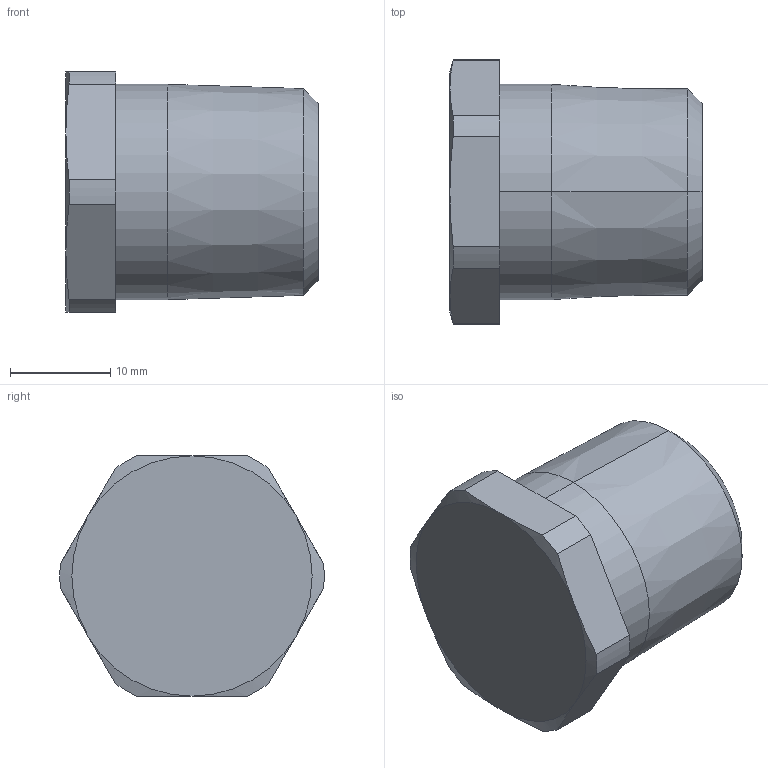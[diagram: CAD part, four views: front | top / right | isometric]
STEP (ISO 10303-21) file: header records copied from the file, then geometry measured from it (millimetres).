
FILE_DESCRIPTION (( 'STEP AP203' ), '1' );
FILE_NAME ('757DT1.STEP', '2017-03-27T09:59:58', ( '' ), ( '' ), 'SwSTEP 2.0', 'SolidWorks 2014', '' );
FILE_SCHEMA (( 'CONFIG_CONTROL_DESIGN' ));
Length unit declared in the file: millimetre
Products named in the file (1): 757DT1
Bounding box: 25.2 x 26.39 x 24 mm (x, y, z)
Volume: 6197.3 mm3; surface area: 3517.3 mm2
Topology: 1 solids, 1 shells, 31 faces, 72 edges, 43 vertices
Faces by surface type: cone 12, cylinder 10, plane 9
Entity records: 959 total; most frequent: CARTESIAN_POINT 185, DIRECTION 152, ORIENTED_EDGE 140, EDGE_CURVE 70, AXIS2_PLACEMENT_3D 62, VERTEX_POINT 43, EDGE_LOOP 33, ADVANCED_FACE 31
